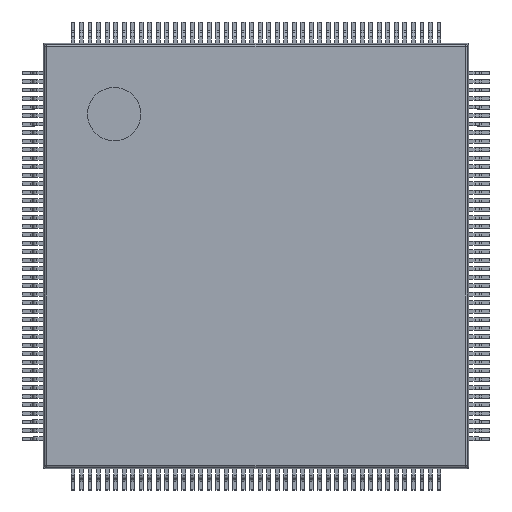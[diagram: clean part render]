
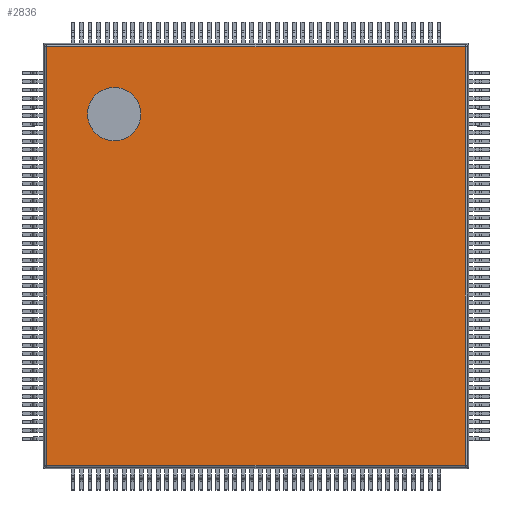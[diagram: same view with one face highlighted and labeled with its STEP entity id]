
A CAD part, top view. The second image highlights one B-rep face of the part: STEP entity #2836.
In plain terms, the highlighted planar face has unit normal (0, 0, 1).
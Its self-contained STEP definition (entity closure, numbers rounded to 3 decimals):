
#2660 = VERTEX_POINT('',#2661);
#2661 = CARTESIAN_POINT('',(0.161,0.161,1.6));
#2668 = EDGE_CURVE('',#2660,#2669,#2671,.T.);
#2669 = VERTEX_POINT('',#2670);
#2670 = CARTESIAN_POINT('',(0.161,19.839,1.6));
#2671 = LINE('',#2672,#2673);
#2672 = CARTESIAN_POINT('',(0.161,0.071,1.6));
#2673 = VECTOR('',#2674,1.);
#2674 = DIRECTION('',(0.,1.,0.));
#2711 = VERTEX_POINT('',#2712);
#2712 = CARTESIAN_POINT('',(19.839,0.161,1.6));
#2719 = EDGE_CURVE('',#2660,#2711,#2720,.T.);
#2720 = LINE('',#2721,#2722);
#2721 = CARTESIAN_POINT('',(0.071,0.161,1.6));
#2722 = VECTOR('',#2723,1.);
#2723 = DIRECTION('',(1.,0.,0.));
#2765 = EDGE_CURVE('',#2669,#2766,#2768,.T.);
#2766 = VERTEX_POINT('',#2767);
#2767 = CARTESIAN_POINT('',(19.839,19.839,1.6));
#2768 = LINE('',#2769,#2770);
#2769 = CARTESIAN_POINT('',(0.071,19.839,1.6));
#2770 = VECTOR('',#2771,1.);
#2771 = DIRECTION('',(1.,0.,0.));
#2796 = EDGE_CURVE('',#2711,#2766,#2797,.T.);
#2797 = LINE('',#2798,#2799);
#2798 = CARTESIAN_POINT('',(19.839,0.071,1.6));
#2799 = VECTOR('',#2800,1.);
#2800 = DIRECTION('',(0.,1.,0.));
#2836 = ADVANCED_FACE('',(#2837,#2843),#2854,.T.);
#2837 = FACE_BOUND('',#2838,.T.);
#2838 = EDGE_LOOP('',(#2839,#2840,#2841,#2842));
#2839 = ORIENTED_EDGE('',*,*,#2668,.F.);
#2840 = ORIENTED_EDGE('',*,*,#2719,.T.);
#2841 = ORIENTED_EDGE('',*,*,#2796,.T.);
#2842 = ORIENTED_EDGE('',*,*,#2765,.F.);
#2843 = FACE_BOUND('',#2844,.T.);
#2844 = EDGE_LOOP('',(#2845));
#2845 = ORIENTED_EDGE('',*,*,#2846,.F.);
#2846 = EDGE_CURVE('',#2847,#2847,#2849,.T.);
#2847 = VERTEX_POINT('',#2848);
#2848 = CARTESIAN_POINT('',(4.583,16.667,1.6));
#2849 = CIRCLE('',#2850,1.25);
#2850 = AXIS2_PLACEMENT_3D('',#2851,#2852,#2853);
#2851 = CARTESIAN_POINT('',(3.333,16.667,1.6));
#2852 = DIRECTION('',(0.,0.,1.));
#2853 = DIRECTION('',(1.,0.,0.));
#2854 = PLANE('',#2855);
#2855 = AXIS2_PLACEMENT_3D('',#2856,#2857,#2858);
#2856 = CARTESIAN_POINT('',(0.,0.,1.6));
#2857 = DIRECTION('',(0.,0.,1.));
#2858 = DIRECTION('',(1.,0.,0.));
